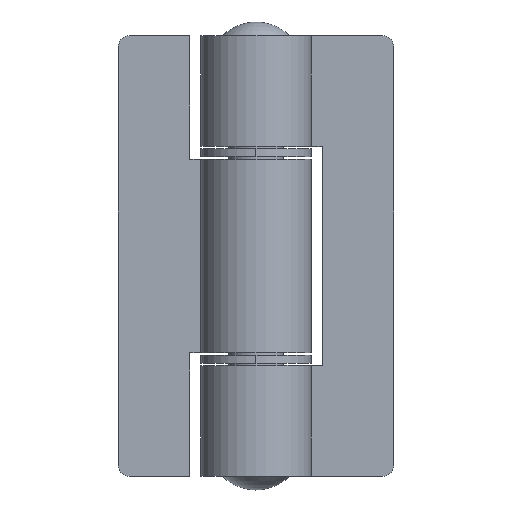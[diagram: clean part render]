
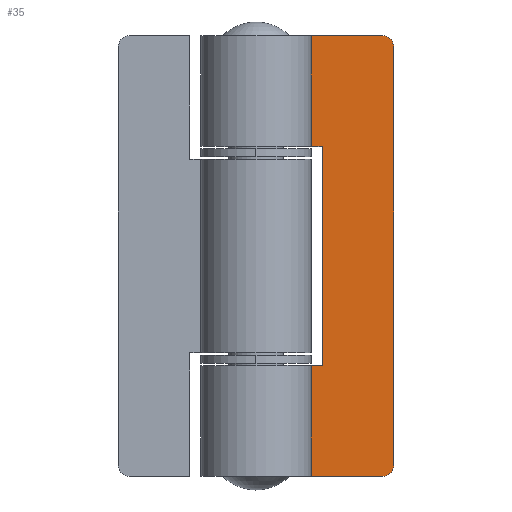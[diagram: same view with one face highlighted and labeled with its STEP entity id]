
A CAD part, top view. The second image highlights one B-rep face of the part: STEP entity #35.
In plain terms, the highlighted planar face has unit normal (0, 0, 1).
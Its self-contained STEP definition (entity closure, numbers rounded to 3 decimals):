
#1 = VERTEX_POINT ( 'NONE', #396 ) ;
#2 = ORIENTED_EDGE ( 'NONE', *, *, #3, .T. ) ;
#3 = EDGE_CURVE ( 'NONE', #30, #4, #395, .T. ) ;
#4 = VERTEX_POINT ( 'NONE', #391 ) ;
#15 = EDGE_CURVE ( 'NONE', #56, #1, #315, .T. ) ;
#30 = VERTEX_POINT ( 'NONE', #285 ) ;
#34 = EDGE_CURVE ( 'NONE', #49, #30, #342, .T. ) ;
#35 = ADVANCED_FACE ( 'NONE', ( #338 ), #337, .F. ) ;
#36 = EDGE_LOOP ( 'NONE', ( #37, #40, #2, #107, #465, #453, #417, #419, #420, #423 ) ) ;
#37 = ORIENTED_EDGE ( 'NONE', *, *, #38, .F. ) ;
#38 = EDGE_CURVE ( 'NONE', #49, #39, #332, .T. ) ;
#39 = VERTEX_POINT ( 'NONE', #328 ) ;
#40 = ORIENTED_EDGE ( 'NONE', *, *, #34, .T. ) ;
#49 = VERTEX_POINT ( 'NONE', #667 ) ;
#56 = VERTEX_POINT ( 'NONE', #664 ) ;
#107 = ORIENTED_EDGE ( 'NONE', *, *, #108, .F. ) ;
#108 = EDGE_CURVE ( 'NONE', #458, #4, #714, .T. ) ;
#285 = CARTESIAN_POINT ( 'NONE',  ( 8.66, -40., -5. ) ) ;
#312 = DIRECTION ( 'NONE',  ( 0., -1., 0. ) ) ;
#313 = VECTOR ( 'NONE', #312, 1000. ) ;
#314 = CARTESIAN_POINT ( 'NONE',  ( 8.66, 40., -5. ) ) ;
#315 = LINE ( 'NONE', #314, #313 ) ;
#328 = CARTESIAN_POINT ( 'NONE',  ( 12., -19.9, -5. ) ) ;
#329 = DIRECTION ( 'NONE',  ( 1., 0., 0. ) ) ;
#330 = VECTOR ( 'NONE', #329, 1000. ) ;
#331 = CARTESIAN_POINT ( 'NONE',  ( 8.66, -19.9, -5. ) ) ;
#332 = LINE ( 'NONE', #331, #330 ) ;
#333 = DIRECTION ( 'NONE',  ( -1., 0., 0. ) ) ;
#334 = DIRECTION ( 'NONE',  ( 0., 0., -1. ) ) ;
#335 = CARTESIAN_POINT ( 'NONE',  ( 8.66, 40., -5. ) ) ;
#336 = AXIS2_PLACEMENT_3D ( 'NONE', #335, #334, #333 ) ;
#337 = PLANE ( 'NONE',  #336 ) ;
#338 = FACE_OUTER_BOUND ( 'NONE', #36, .T. ) ;
#339 = DIRECTION ( 'NONE',  ( 0., -1., 0. ) ) ;
#340 = VECTOR ( 'NONE', #339, 1000. ) ;
#341 = CARTESIAN_POINT ( 'NONE',  ( 8.66, 40., -5. ) ) ;
#342 = LINE ( 'NONE', #341, #340 ) ;
#391 = CARTESIAN_POINT ( 'NONE',  ( 23., -40., -5. ) ) ;
#392 = DIRECTION ( 'NONE',  ( 1., 0., 0. ) ) ;
#393 = VECTOR ( 'NONE', #392, 1000. ) ;
#394 = CARTESIAN_POINT ( 'NONE',  ( 8.66, -40., -5. ) ) ;
#395 = LINE ( 'NONE', #394, #393 ) ;
#396 = CARTESIAN_POINT ( 'NONE',  ( 8.66, 19.9, -5. ) ) ;
#416 = VERTEX_POINT ( 'NONE', #1535 ) ;
#417 = ORIENTED_EDGE ( 'NONE', *, *, #418, .F. ) ;
#418 = EDGE_CURVE ( 'NONE', #56, #416, #1530, .T. ) ;
#419 = ORIENTED_EDGE ( 'NONE', *, *, #15, .T. ) ;
#420 = ORIENTED_EDGE ( 'NONE', *, *, #421, .F. ) ;
#421 = EDGE_CURVE ( 'NONE', #422, #1, #1550, .T. ) ;
#422 = VERTEX_POINT ( 'NONE', #1546 ) ;
#423 = ORIENTED_EDGE ( 'NONE', *, *, #424, .F. ) ;
#424 = EDGE_CURVE ( 'NONE', #39, #422, #1545, .T. ) ;
#452 = VERTEX_POINT ( 'NONE', #1657 ) ;
#453 = ORIENTED_EDGE ( 'NONE', *, *, #563, .F. ) ;
#458 = VERTEX_POINT ( 'NONE', #1613 ) ;
#465 = ORIENTED_EDGE ( 'NONE', *, *, #466, .F. ) ;
#466 = EDGE_CURVE ( 'NONE', #452, #458, #1611, .T. ) ;
#563 = EDGE_CURVE ( 'NONE', #416, #452, #1714, .T. ) ;
#664 = CARTESIAN_POINT ( 'NONE',  ( 8.66, 40., -5. ) ) ;
#667 = CARTESIAN_POINT ( 'NONE',  ( 8.66, -19.9, -5. ) ) ;
#710 = DIRECTION ( 'NONE',  ( -1., 0., 0. ) ) ;
#711 = DIRECTION ( 'NONE',  ( 0., 0., -1. ) ) ;
#712 = CARTESIAN_POINT ( 'NONE',  ( 23., -38., -5. ) ) ;
#713 = AXIS2_PLACEMENT_3D ( 'NONE', #712, #711, #710 ) ;
#714 = CIRCLE ( 'NONE', #713, 2. ) ;
#1527 = DIRECTION ( 'NONE',  ( 1., 0., 0. ) ) ;
#1528 = VECTOR ( 'NONE', #1527, 1000. ) ;
#1529 = CARTESIAN_POINT ( 'NONE',  ( 8.66, 40., -5. ) ) ;
#1530 = LINE ( 'NONE', #1529, #1528 ) ;
#1535 = CARTESIAN_POINT ( 'NONE',  ( 23., 40., -5. ) ) ;
#1542 = DIRECTION ( 'NONE',  ( 0., 1., 0. ) ) ;
#1543 = VECTOR ( 'NONE', #1542, 1000. ) ;
#1544 = CARTESIAN_POINT ( 'NONE',  ( 12., 40., -5. ) ) ;
#1545 = LINE ( 'NONE', #1544, #1543 ) ;
#1546 = CARTESIAN_POINT ( 'NONE',  ( 12., 19.9, -5. ) ) ;
#1547 = DIRECTION ( 'NONE',  ( -1., 0., 0. ) ) ;
#1548 = VECTOR ( 'NONE', #1547, 1000. ) ;
#1549 = CARTESIAN_POINT ( 'NONE',  ( 8.66, 19.9, -5. ) ) ;
#1550 = LINE ( 'NONE', #1549, #1548 ) ;
#1610 = CARTESIAN_POINT ( 'NONE',  ( 25., 40., -5. ) ) ;
#1611 = LINE ( 'NONE', #1610, #1665 ) ;
#1613 = CARTESIAN_POINT ( 'NONE',  ( 25., -38., -5. ) ) ;
#1657 = CARTESIAN_POINT ( 'NONE',  ( 25., 38., -5. ) ) ;
#1664 = DIRECTION ( 'NONE',  ( 0., -1., 0. ) ) ;
#1665 = VECTOR ( 'NONE', #1664, 1000. ) ;
#1710 = DIRECTION ( 'NONE',  ( -1., 0., 0. ) ) ;
#1711 = DIRECTION ( 'NONE',  ( 0., 0., -1. ) ) ;
#1712 = CARTESIAN_POINT ( 'NONE',  ( 23., 38., -5. ) ) ;
#1713 = AXIS2_PLACEMENT_3D ( 'NONE', #1712, #1711, #1710 ) ;
#1714 = CIRCLE ( 'NONE', #1713, 2. ) ;
